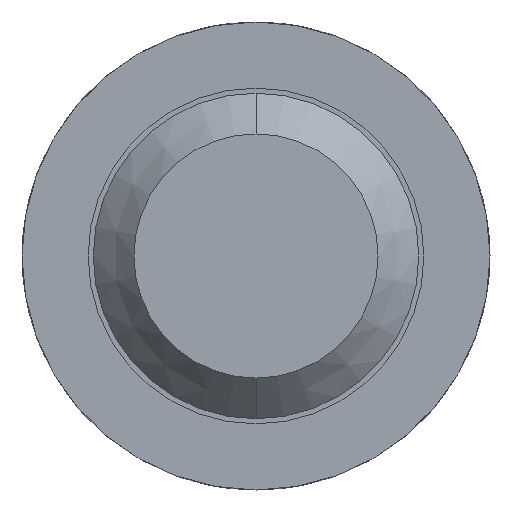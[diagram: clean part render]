
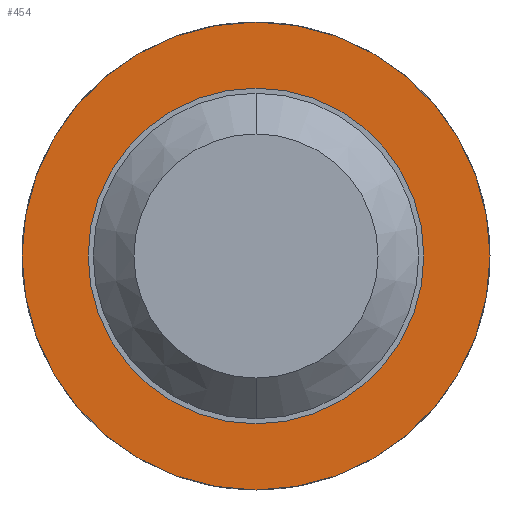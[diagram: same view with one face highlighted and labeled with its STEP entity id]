
A CAD part, front view. The second image highlights one B-rep face of the part: STEP entity #454.
In plain terms, the highlighted planar face has unit normal (0, -1, 0).
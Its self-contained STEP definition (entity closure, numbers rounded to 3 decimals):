
#29 = DIRECTION ( 'NONE',  ( 0., 0., 1. ) ) ;
#313 = AXIS2_PLACEMENT_3D ( 'NONE', #1423, #1821, #29 ) ;
#454 = ADVANCED_FACE ( 'Defeature ausgef�hrt1_45', ( #1133, #1502 ), #3612, .F. ) ;
#474 = DIRECTION ( 'NONE',  ( 0., 0., 1. ) ) ;
#703 = EDGE_LOOP ( 'NONE', ( #3284, #3839 ) ) ;
#780 = AXIS2_PLACEMENT_3D ( 'NONE', #1980, #4429, #4033 ) ;
#795 = CARTESIAN_POINT ( 'NONE',  ( 0., -1.5, 0. ) ) ;
#806 = AXIS2_PLACEMENT_3D ( 'NONE', #795, #2483, #1838 ) ;
#866 = EDGE_CURVE ( 'Defeature ausgef�hrt1_45+Defeature ausgef�hrt1_44+Defeature ausgef�hrt1_44+Defeature ausgef�hrt1_44', #3040, #3787, #3481, .T. ) ;
#877 = CARTESIAN_POINT ( 'NONE',  ( 0., -1.5, -0.825 ) ) ;
#1133 = FACE_OUTER_BOUND ( 'NONE', #3452, .T. ) ;
#1296 = ORIENTED_EDGE ( 'NONE', *, *, #1942, .F. ) ;
#1423 = CARTESIAN_POINT ( 'NONE',  ( 0.825, -1.5, 0. ) ) ;
#1502 = FACE_BOUND ( 'NONE', #703, .T. ) ;
#1653 = DIRECTION ( 'NONE',  ( 0., 0., 1. ) ) ;
#1802 = CARTESIAN_POINT ( 'NONE',  ( 0., -1.5, -1.15 ) ) ;
#1821 = DIRECTION ( 'NONE',  ( 0., 1., 0. ) ) ;
#1838 = DIRECTION ( 'NONE',  ( 0., 0., 1. ) ) ;
#1942 = EDGE_CURVE ( 'Defeature ausgef�hrt1_39+Defeature ausgef�hrt1_45+Defeature ausgef�hrt1_45+Defeature ausgef�hrt1_45', #2849, #3132, #2014, .T. ) ;
#1980 = CARTESIAN_POINT ( 'NONE',  ( 0., -1.5, 0. ) ) ;
#2014 = CIRCLE ( 'NONE', #3657, 1.15 ) ;
#2072 = CARTESIAN_POINT ( 'NONE',  ( 0., -1.5, 0. ) ) ;
#2328 = CIRCLE ( 'NONE', #780, 1.15 ) ;
#2483 = DIRECTION ( 'NONE',  ( 0., 1., 0. ) ) ;
#2742 = DIRECTION ( 'NONE',  ( 0., 1., 0. ) ) ;
#2849 = VERTEX_POINT ( 'NONE', #1802 ) ;
#3040 = VERTEX_POINT ( 'NONE', #877 ) ;
#3077 = CIRCLE ( 'NONE', #3147, 0.825 ) ;
#3132 = VERTEX_POINT ( 'NONE', #3831 ) ;
#3147 = AXIS2_PLACEMENT_3D ( 'NONE', #4455, #3335, #474 ) ;
#3284 = ORIENTED_EDGE ( 'NONE', *, *, #3390, .T. ) ;
#3335 = DIRECTION ( 'NONE',  ( 0., 1., 0. ) ) ;
#3390 = EDGE_CURVE ( 'Defeature ausgef�hrt1_45+Defeature ausgef�hrt1_44+Defeature ausgef�hrt1_44+Defeature ausgef�hrt1_44', #3787, #3040, #3077, .T. ) ;
#3405 = ORIENTED_EDGE ( 'NONE', *, *, #4190, .F. ) ;
#3452 = EDGE_LOOP ( 'NONE', ( #3405, #1296 ) ) ;
#3481 = CIRCLE ( 'NONE', #806, 0.825 ) ;
#3612 = PLANE ( 'NONE',  #313 ) ;
#3657 = AXIS2_PLACEMENT_3D ( 'NONE', #2072, #2742, #1653 ) ;
#3787 = VERTEX_POINT ( 'NONE', #4008 ) ;
#3831 = CARTESIAN_POINT ( 'NONE',  ( 0., -1.5, 1.15 ) ) ;
#3839 = ORIENTED_EDGE ( 'NONE', *, *, #866, .T. ) ;
#4008 = CARTESIAN_POINT ( 'NONE',  ( 0., -1.5, 0.825 ) ) ;
#4033 = DIRECTION ( 'NONE',  ( 0., 0., 1. ) ) ;
#4190 = EDGE_CURVE ( 'Defeature ausgef�hrt1_39+Defeature ausgef�hrt1_45+Defeature ausgef�hrt1_45+Defeature ausgef�hrt1_45', #3132, #2849, #2328, .T. ) ;
#4429 = DIRECTION ( 'NONE',  ( 0., 1., 0. ) ) ;
#4455 = CARTESIAN_POINT ( 'NONE',  ( 0., -1.5, 0. ) ) ;
